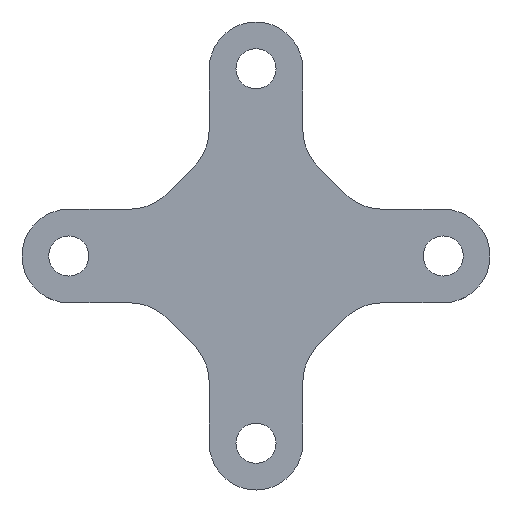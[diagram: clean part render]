
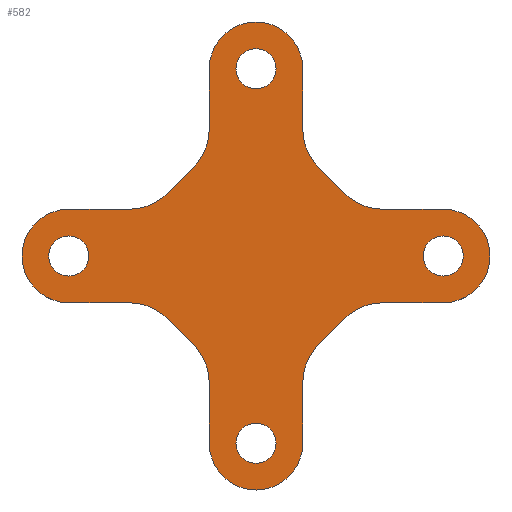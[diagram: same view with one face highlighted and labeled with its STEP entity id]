
A CAD part, top view. The second image highlights one B-rep face of the part: STEP entity #582.
In plain terms, the highlighted planar face has unit normal (0, 0, 1).
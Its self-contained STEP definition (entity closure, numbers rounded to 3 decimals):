
#17=LINE('',#849,#65);
#21=LINE('',#861,#69);
#25=LINE('',#873,#73);
#29=LINE('',#885,#77);
#33=LINE('',#897,#81);
#37=LINE('',#909,#85);
#41=LINE('',#921,#89);
#45=LINE('',#933,#93);
#49=LINE('',#945,#97);
#53=LINE('',#957,#101);
#57=LINE('',#969,#105);
#61=LINE('',#981,#109);
#65=VECTOR('',#677,10.);
#69=VECTOR('',#689,10.);
#73=VECTOR('',#701,10.);
#77=VECTOR('',#713,10.);
#81=VECTOR('',#725,10.);
#85=VECTOR('',#737,10.);
#89=VECTOR('',#749,10.);
#93=VECTOR('',#761,10.);
#97=VECTOR('',#773,10.);
#101=VECTOR('',#785,10.);
#105=VECTOR('',#797,10.);
#109=VECTOR('',#809,10.);
#124=PLANE('',#646);
#133=FACE_BOUND('',#205,.T.);
#134=FACE_BOUND('',#206,.T.);
#135=FACE_BOUND('',#207,.T.);
#136=FACE_BOUND('',#208,.T.);
#166=FACE_OUTER_BOUND('',#204,.T.);
#204=EDGE_LOOP('',(#509,#510,#511,#512,#513,#514,#515,#516,#517,#518,#519,
#520,#521,#522,#523,#524,#525,#526,#527,#528,#529,#530,#531,#532));
#205=EDGE_LOOP('',(#533));
#206=EDGE_LOOP('',(#534));
#207=EDGE_LOOP('',(#535));
#208=EDGE_LOOP('',(#536));
#209=CIRCLE('',#586,1.5);
#211=CIRCLE('',#589,1.5);
#213=CIRCLE('',#592,1.5);
#215=CIRCLE('',#595,1.5);
#218=CIRCLE('',#600,4.);
#220=CIRCLE('',#604,3.5);
#222=CIRCLE('',#608,4.);
#224=CIRCLE('',#612,4.);
#226=CIRCLE('',#616,3.5);
#228=CIRCLE('',#620,4.);
#230=CIRCLE('',#624,4.);
#232=CIRCLE('',#628,3.5);
#234=CIRCLE('',#632,4.);
#236=CIRCLE('',#636,4.);
#238=CIRCLE('',#640,3.5);
#240=CIRCLE('',#644,4.);
#241=VERTEX_POINT('',#823);
#243=VERTEX_POINT('',#828);
#245=VERTEX_POINT('',#833);
#247=VERTEX_POINT('',#838);
#251=VERTEX_POINT('',#846);
#252=VERTEX_POINT('',#848);
#254=VERTEX_POINT('',#854);
#256=VERTEX_POINT('',#860);
#258=VERTEX_POINT('',#866);
#260=VERTEX_POINT('',#872);
#262=VERTEX_POINT('',#878);
#264=VERTEX_POINT('',#884);
#266=VERTEX_POINT('',#890);
#268=VERTEX_POINT('',#896);
#270=VERTEX_POINT('',#902);
#272=VERTEX_POINT('',#908);
#274=VERTEX_POINT('',#914);
#276=VERTEX_POINT('',#920);
#278=VERTEX_POINT('',#926);
#280=VERTEX_POINT('',#932);
#282=VERTEX_POINT('',#938);
#284=VERTEX_POINT('',#944);
#286=VERTEX_POINT('',#950);
#288=VERTEX_POINT('',#956);
#290=VERTEX_POINT('',#962);
#292=VERTEX_POINT('',#968);
#294=VERTEX_POINT('',#974);
#296=VERTEX_POINT('',#980);
#297=EDGE_CURVE('',#241,#241,#209,.T.);
#299=EDGE_CURVE('',#243,#243,#211,.T.);
#301=EDGE_CURVE('',#245,#245,#213,.T.);
#303=EDGE_CURVE('',#247,#247,#215,.T.);
#307=EDGE_CURVE('',#252,#251,#17,.T.);
#310=EDGE_CURVE('',#254,#252,#218,.T.);
#313=EDGE_CURVE('',#256,#254,#21,.T.);
#316=EDGE_CURVE('',#258,#256,#220,.T.);
#319=EDGE_CURVE('',#260,#258,#25,.T.);
#322=EDGE_CURVE('',#262,#260,#222,.T.);
#325=EDGE_CURVE('',#264,#262,#29,.T.);
#328=EDGE_CURVE('',#266,#264,#224,.T.);
#331=EDGE_CURVE('',#268,#266,#33,.T.);
#334=EDGE_CURVE('',#270,#268,#226,.T.);
#337=EDGE_CURVE('',#272,#270,#37,.T.);
#340=EDGE_CURVE('',#274,#272,#228,.T.);
#343=EDGE_CURVE('',#276,#274,#41,.T.);
#346=EDGE_CURVE('',#278,#276,#230,.T.);
#349=EDGE_CURVE('',#280,#278,#45,.T.);
#352=EDGE_CURVE('',#282,#280,#232,.T.);
#355=EDGE_CURVE('',#284,#282,#49,.T.);
#358=EDGE_CURVE('',#286,#284,#234,.T.);
#361=EDGE_CURVE('',#288,#286,#53,.T.);
#364=EDGE_CURVE('',#290,#288,#236,.T.);
#367=EDGE_CURVE('',#292,#290,#57,.T.);
#370=EDGE_CURVE('',#294,#292,#238,.T.);
#373=EDGE_CURVE('',#296,#294,#61,.T.);
#376=EDGE_CURVE('',#251,#296,#240,.T.);
#509=ORIENTED_EDGE('',*,*,#376,.T.);
#510=ORIENTED_EDGE('',*,*,#373,.T.);
#511=ORIENTED_EDGE('',*,*,#370,.T.);
#512=ORIENTED_EDGE('',*,*,#367,.T.);
#513=ORIENTED_EDGE('',*,*,#364,.T.);
#514=ORIENTED_EDGE('',*,*,#361,.T.);
#515=ORIENTED_EDGE('',*,*,#358,.T.);
#516=ORIENTED_EDGE('',*,*,#355,.T.);
#517=ORIENTED_EDGE('',*,*,#352,.T.);
#518=ORIENTED_EDGE('',*,*,#349,.T.);
#519=ORIENTED_EDGE('',*,*,#346,.T.);
#520=ORIENTED_EDGE('',*,*,#343,.T.);
#521=ORIENTED_EDGE('',*,*,#340,.T.);
#522=ORIENTED_EDGE('',*,*,#337,.T.);
#523=ORIENTED_EDGE('',*,*,#334,.T.);
#524=ORIENTED_EDGE('',*,*,#331,.T.);
#525=ORIENTED_EDGE('',*,*,#328,.T.);
#526=ORIENTED_EDGE('',*,*,#325,.T.);
#527=ORIENTED_EDGE('',*,*,#322,.T.);
#528=ORIENTED_EDGE('',*,*,#319,.T.);
#529=ORIENTED_EDGE('',*,*,#316,.T.);
#530=ORIENTED_EDGE('',*,*,#313,.T.);
#531=ORIENTED_EDGE('',*,*,#310,.T.);
#532=ORIENTED_EDGE('',*,*,#307,.T.);
#533=ORIENTED_EDGE('',*,*,#297,.T.);
#534=ORIENTED_EDGE('',*,*,#299,.T.);
#535=ORIENTED_EDGE('',*,*,#301,.T.);
#536=ORIENTED_EDGE('',*,*,#303,.T.);
#582=ADVANCED_FACE('',(#166,#133,#134,#135,#136),#124,.T.);
#586=AXIS2_PLACEMENT_3D('',#824,#651,#652);
#589=AXIS2_PLACEMENT_3D('',#829,#657,#658);
#592=AXIS2_PLACEMENT_3D('',#834,#663,#664);
#595=AXIS2_PLACEMENT_3D('',#839,#669,#670);
#600=AXIS2_PLACEMENT_3D('',#855,#683,#684);
#604=AXIS2_PLACEMENT_3D('',#867,#695,#696);
#608=AXIS2_PLACEMENT_3D('',#879,#707,#708);
#612=AXIS2_PLACEMENT_3D('',#891,#719,#720);
#616=AXIS2_PLACEMENT_3D('',#903,#731,#732);
#620=AXIS2_PLACEMENT_3D('',#915,#743,#744);
#624=AXIS2_PLACEMENT_3D('',#927,#755,#756);
#628=AXIS2_PLACEMENT_3D('',#939,#767,#768);
#632=AXIS2_PLACEMENT_3D('',#951,#779,#780);
#636=AXIS2_PLACEMENT_3D('',#963,#791,#792);
#640=AXIS2_PLACEMENT_3D('',#975,#803,#804);
#644=AXIS2_PLACEMENT_3D('',#985,#815,#816);
#646=AXIS2_PLACEMENT_3D('',#987,#819,#820);
#651=DIRECTION('center_axis',(0.,0.,-1.));
#652=DIRECTION('ref_axis',(-1.,0.,0.));
#657=DIRECTION('center_axis',(0.,0.,-1.));
#658=DIRECTION('ref_axis',(-1.,0.,0.));
#663=DIRECTION('center_axis',(0.,0.,-1.));
#664=DIRECTION('ref_axis',(-1.,0.,0.));
#669=DIRECTION('center_axis',(0.,0.,-1.));
#670=DIRECTION('ref_axis',(-1.,0.,0.));
#677=DIRECTION('',(-0.707,-0.707,0.));
#683=DIRECTION('center_axis',(0.,0.,-1.));
#684=DIRECTION('ref_axis',(0.707,-0.707,0.));
#689=DIRECTION('',(0.,-1.,0.));
#695=DIRECTION('center_axis',(0.,0.,1.));
#696=DIRECTION('ref_axis',(-1.,0.,0.));
#701=DIRECTION('',(0.,1.,0.));
#707=DIRECTION('center_axis',(0.,0.,-1.));
#708=DIRECTION('ref_axis',(-1.,0.,0.));
#713=DIRECTION('',(-0.707,0.707,0.));
#719=DIRECTION('center_axis',(0.,0.,-1.));
#720=DIRECTION('ref_axis',(-0.707,-0.707,0.));
#725=DIRECTION('',(-1.,0.,0.));
#731=DIRECTION('center_axis',(0.,0.,1.));
#732=DIRECTION('ref_axis',(0.,1.,0.));
#737=DIRECTION('',(1.,0.,0.));
#743=DIRECTION('center_axis',(0.,0.,-1.));
#744=DIRECTION('ref_axis',(0.,1.,0.));
#749=DIRECTION('',(0.707,0.707,0.));
#755=DIRECTION('center_axis',(0.,0.,-1.));
#756=DIRECTION('ref_axis',(-0.707,0.707,0.));
#761=DIRECTION('',(0.,1.,0.));
#767=DIRECTION('center_axis',(0.,0.,1.));
#768=DIRECTION('ref_axis',(1.,0.,0.));
#773=DIRECTION('',(0.,-1.,0.));
#779=DIRECTION('center_axis',(0.,0.,-1.));
#780=DIRECTION('ref_axis',(1.,0.,0.));
#785=DIRECTION('',(0.707,-0.707,0.));
#791=DIRECTION('center_axis',(0.,0.,-1.));
#792=DIRECTION('ref_axis',(0.707,0.707,0.));
#797=DIRECTION('',(1.,0.,0.));
#803=DIRECTION('center_axis',(0.,0.,1.));
#804=DIRECTION('ref_axis',(0.,-1.,0.));
#809=DIRECTION('',(-1.,0.,0.));
#815=DIRECTION('center_axis',(0.,0.,-1.));
#816=DIRECTION('ref_axis',(0.,-1.,0.));
#819=DIRECTION('center_axis',(0.,0.,1.));
#820=DIRECTION('ref_axis',(1.,0.,0.));
#823=CARTESIAN_POINT('',(12.5,-44.,1.));
#824=CARTESIAN_POINT('Origin',(14.,-44.,1.));
#828=CARTESIAN_POINT('',(-15.5,-44.,1.));
#829=CARTESIAN_POINT('Origin',(-14.,-44.,1.));
#833=CARTESIAN_POINT('',(1.5,-58.,1.));
#834=CARTESIAN_POINT('Origin',(0.,-58.,1.));
#838=CARTESIAN_POINT('',(1.5,-30.,1.));
#839=CARTESIAN_POINT('Origin',(0.,-30.,1.));
#846=CARTESIAN_POINT('',(-6.642,-39.328,1.));
#848=CARTESIAN_POINT('',(-4.672,-37.358,1.));
#849=CARTESIAN_POINT('',(-6.642,-39.328,1.));
#854=CARTESIAN_POINT('',(-3.5,-34.529,1.));
#855=CARTESIAN_POINT('Origin',(-7.5,-34.529,1.));
#860=CARTESIAN_POINT('',(-3.5,-30.,1.));
#861=CARTESIAN_POINT('',(-3.5,-34.529,1.));
#866=CARTESIAN_POINT('',(3.5,-30.,1.));
#867=CARTESIAN_POINT('Origin',(0.,-30.,1.));
#872=CARTESIAN_POINT('',(3.5,-34.529,1.));
#873=CARTESIAN_POINT('',(3.5,-30.,1.));
#878=CARTESIAN_POINT('',(4.672,-37.358,1.));
#879=CARTESIAN_POINT('Origin',(7.5,-34.529,1.));
#884=CARTESIAN_POINT('',(6.642,-39.328,1.));
#885=CARTESIAN_POINT('',(4.672,-37.358,1.));
#890=CARTESIAN_POINT('',(9.471,-40.5,1.));
#891=CARTESIAN_POINT('Origin',(9.471,-36.5,1.));
#896=CARTESIAN_POINT('',(14.,-40.5,1.));
#897=CARTESIAN_POINT('',(9.471,-40.5,1.));
#902=CARTESIAN_POINT('',(14.,-47.5,1.));
#903=CARTESIAN_POINT('Origin',(14.,-44.,1.));
#908=CARTESIAN_POINT('',(9.471,-47.5,1.));
#909=CARTESIAN_POINT('',(14.,-47.5,1.));
#914=CARTESIAN_POINT('',(6.642,-48.672,1.));
#915=CARTESIAN_POINT('Origin',(9.471,-51.5,1.));
#920=CARTESIAN_POINT('',(4.672,-50.642,1.));
#921=CARTESIAN_POINT('',(6.642,-48.672,1.));
#926=CARTESIAN_POINT('',(3.5,-53.471,1.));
#927=CARTESIAN_POINT('Origin',(7.5,-53.471,1.));
#932=CARTESIAN_POINT('',(3.5,-58.,1.));
#933=CARTESIAN_POINT('',(3.5,-53.471,1.));
#938=CARTESIAN_POINT('',(-3.5,-58.,1.));
#939=CARTESIAN_POINT('Origin',(0.,-58.,1.));
#944=CARTESIAN_POINT('',(-3.5,-53.471,1.));
#945=CARTESIAN_POINT('',(-3.5,-58.,1.));
#950=CARTESIAN_POINT('',(-4.672,-50.642,1.));
#951=CARTESIAN_POINT('Origin',(-7.5,-53.471,1.));
#956=CARTESIAN_POINT('',(-6.642,-48.672,1.));
#957=CARTESIAN_POINT('',(-4.672,-50.642,1.));
#962=CARTESIAN_POINT('',(-9.471,-47.5,1.));
#963=CARTESIAN_POINT('Origin',(-9.471,-51.5,1.));
#968=CARTESIAN_POINT('',(-14.,-47.5,1.));
#969=CARTESIAN_POINT('',(-9.471,-47.5,1.));
#974=CARTESIAN_POINT('',(-14.,-40.5,1.));
#975=CARTESIAN_POINT('Origin',(-14.,-44.,1.));
#980=CARTESIAN_POINT('',(-9.471,-40.5,1.));
#981=CARTESIAN_POINT('',(-14.,-40.5,1.));
#985=CARTESIAN_POINT('Origin',(-9.471,-36.5,1.));
#987=CARTESIAN_POINT('Origin',(0.,-44.,1.));
